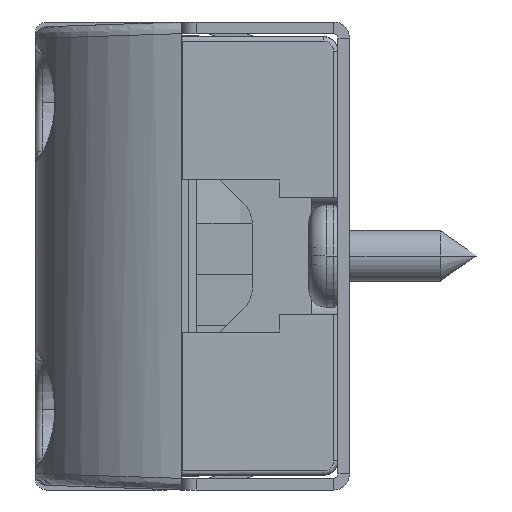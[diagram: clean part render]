
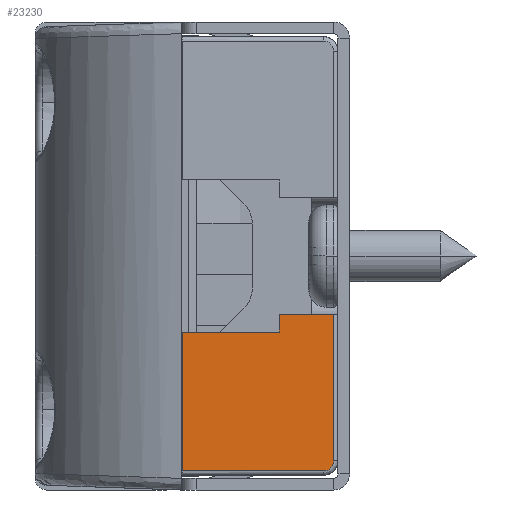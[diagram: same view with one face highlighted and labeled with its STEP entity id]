
A CAD part, left-side view. The second image highlights one B-rep face of the part: STEP entity #23230.
In plain terms, the highlighted planar face has unit normal (-1, -0.018, 0).
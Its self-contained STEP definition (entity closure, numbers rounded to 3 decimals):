
#20991=DIRECTION('',(0.,0.,1.));
#20992=VECTOR('',#20991,10.);
#20993=CARTESIAN_POINT('',(-22.319,0.295,-14.));
#20994=LINE('',#20993,#20992);
#20995=CARTESIAN_POINT('',(-22.331,0.995,-14.7));
#20996=CARTESIAN_POINT('',(-22.331,0.942,
-14.7));
#20997=CARTESIAN_POINT('',(-22.329,0.839,
-14.688));
#20998=CARTESIAN_POINT('',(-22.326,0.689,
-14.636));
#20999=CARTESIAN_POINT('',(-22.324,0.555,
-14.552));
#21000=CARTESIAN_POINT('',(-22.322,0.443,
-14.44));
#21001=CARTESIAN_POINT('',(-22.32,0.359,
-14.306));
#21002=CARTESIAN_POINT('',(-22.319,0.306,
-14.156));
#21003=CARTESIAN_POINT('',(-22.319,0.295,
-14.053));
#21004=CARTESIAN_POINT('',(-22.319,0.295,-14.));
#21006=DIRECTION('',(0.017,-1.,0.));
#21007=VECTOR('',#21006,9.657);
#21008=CARTESIAN_POINT('',(-22.5,10.65,-14.7));
#21009=LINE('',#21008,#21007);
#21010=DIRECTION('',(0.017,-1.,0.));
#21011=VECTOR('',#21010,6.651);
#21012=CARTESIAN_POINT('',(-22.5,10.65,-5.2));
#21013=LINE('',#21012,#21011);
#21014=DIRECTION('',(0.,0.,1.));
#21015=VECTOR('',#21014,1.2);
#21016=CARTESIAN_POINT('',(-22.384,4.,-5.2));
#21017=LINE('',#21016,#21015);
#21018=DIRECTION('',(-0.017,1.,0.));
#21019=VECTOR('',#21018,3.706);
#21020=CARTESIAN_POINT('',(-22.319,0.295,-4.));
#21021=LINE('',#21020,#21019);
#21529=CARTESIAN_POINT('',(-22.5,10.65,-14.7));
#21543=DIRECTION('',(0.,0.,1.));
#21544=VECTOR('',#21543,9.5);
#21545=CARTESIAN_POINT('',(-22.5,10.65,-14.7));
#21546=LINE('',#21545,#21544);
#22019=CARTESIAN_POINT('',(-22.5,10.65,-5.2));
#22020=CARTESIAN_POINT('',(-22.384,4.,-5.2));
#22021=VERTEX_POINT('',#22019);
#22022=VERTEX_POINT('',#22020);
#22023=CARTESIAN_POINT('',(-22.384,4.,-4.));
#22024=VERTEX_POINT('',#22023);
#22031=CARTESIAN_POINT('',(-22.319,0.295,-4.));
#22033=VERTEX_POINT('',#22031);
#22037=CARTESIAN_POINT('',(-22.319,0.295,-14.));
#22038=VERTEX_POINT('',#22037);
#22039=VERTEX_POINT('',#20995);
#22042=VERTEX_POINT('',#21529);
#23210=CARTESIAN_POINT('',(-22.5,10.65,-16.501));
#23211=DIRECTION('',(-1.,-0.017,0.));
#23212=DIRECTION('',(0.,0.,1.));
#23213=AXIS2_PLACEMENT_3D('',#23210,#23211,#23212);
#23214=PLANE('',#23213);
#23216=ORIENTED_EDGE('',*,*,#23215,.F.);
#23217=ORIENTED_EDGE('',*,*,#23200,.F.);
#23219=ORIENTED_EDGE('',*,*,#23218,.F.);
#23221=ORIENTED_EDGE('',*,*,#23220,.T.);
#23223=ORIENTED_EDGE('',*,*,#23222,.T.);
#23225=ORIENTED_EDGE('',*,*,#23224,.T.);
#23227=ORIENTED_EDGE('',*,*,#23226,.F.);
#23228=EDGE_LOOP('',(#23216,#23217,#23219,#23221,#23223,#23225,#23227));
#23229=FACE_OUTER_BOUND('',#23228,.F.);
#21005=B_SPLINE_CURVE_WITH_KNOTS('',3,(#20995,#20996,#20997,#20998,#20999,
#21000,#21001,#21002,#21003,#21004),.UNSPECIFIED.,.F.,.F.,(4,1,1,1,1,1,1,4),(
0.,0.143,0.286,0.429,0.571,
0.714,0.857,1.),.UNSPECIFIED.);
#23200=EDGE_CURVE('',#22039,#22038,#21005,.T.);
#23215=EDGE_CURVE('',#22038,#22033,#20994,.T.);
#23218=EDGE_CURVE('',#22042,#22039,#21009,.T.);
#23220=EDGE_CURVE('',#22042,#22021,#21546,.T.);
#23222=EDGE_CURVE('',#22021,#22022,#21013,.T.);
#23224=EDGE_CURVE('',#22022,#22024,#21017,.T.);
#23226=EDGE_CURVE('',#22033,#22024,#21021,.T.);
#23230=ADVANCED_FACE('',(#23229),#23214,.T.);
